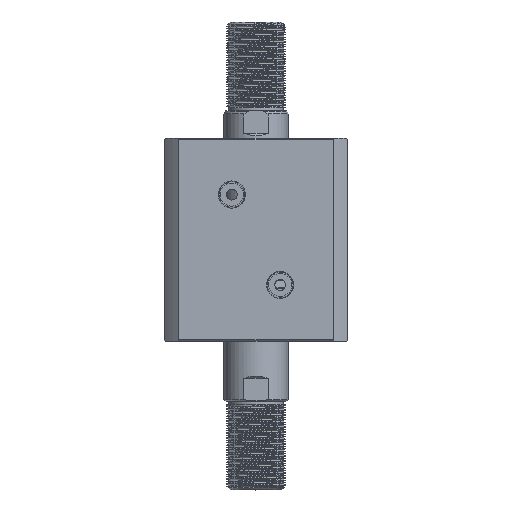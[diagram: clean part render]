
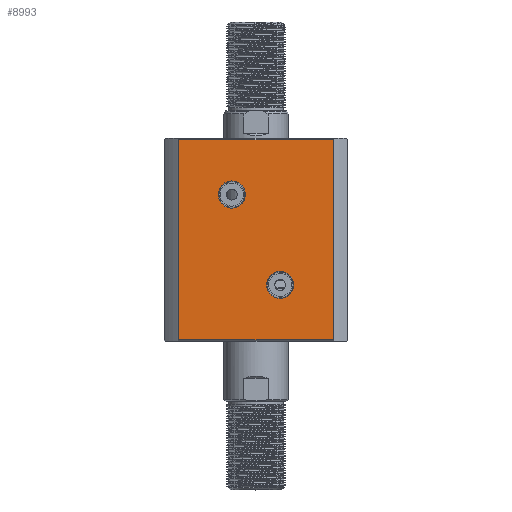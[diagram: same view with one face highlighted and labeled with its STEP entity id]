
A CAD part, top view. The second image highlights one B-rep face of the part: STEP entity #8993.
In plain terms, the highlighted face is planar.
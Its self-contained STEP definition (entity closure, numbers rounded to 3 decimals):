
#693 = EDGE_CURVE ( 'NONE', #16916, #3679, #7313, .T. ) ;
#875 = DIRECTION ( 'NONE',  ( 0., 0., 1. ) ) ;
#1133 = EDGE_LOOP ( 'NONE', ( #13151, #16650, #6194, #10243 ) ) ;
#1169 = DIRECTION ( 'NONE',  ( 0., 1., 0. ) ) ;
#1668 = AXIS2_PLACEMENT_3D ( 'NONE', #22351, #10276, #24399 ) ;
#1709 = ORIENTED_EDGE ( 'NONE', *, *, #23640, .F. ) ;
#2411 = ORIENTED_EDGE ( 'NONE', *, *, #13660, .F. ) ;
#3602 = FACE_BOUND ( 'NONE', #11958, .T. ) ;
#3679 = VERTEX_POINT ( 'NONE', #24689 ) ;
#3702 = VERTEX_POINT ( 'NONE', #14609 ) ;
#3887 = VECTOR ( 'NONE', #16396, 1000. ) ;
#3893 = ORIENTED_EDGE ( 'NONE', *, *, #4051, .F. ) ;
#4051 = EDGE_CURVE ( 'NONE', #7416, #3702, #20420, .T. ) ;
#4804 = CIRCLE ( 'NONE', #6721, 8.428 ) ;
#5485 = DIRECTION ( 'NONE',  ( 0., 0., -1. ) ) ;
#5707 = DIRECTION ( 'NONE',  ( 0., 1., 0. ) ) ;
#5856 = DIRECTION ( 'NONE',  ( -1., 0., 0. ) ) ;
#5999 = VERTEX_POINT ( 'NONE', #8632 ) ;
#6194 = ORIENTED_EDGE ( 'NONE', *, *, #18407, .F. ) ;
#6434 = CARTESIAN_POINT ( 'NONE',  ( 15., 57., 91. ) ) ;
#6569 = VERTEX_POINT ( 'NONE', #14655 ) ;
#6721 = AXIS2_PLACEMENT_3D ( 'NONE', #6434, #20532, #8449 ) ;
#7313 = CIRCLE ( 'NONE', #1668, 8.428 ) ;
#7416 = VERTEX_POINT ( 'NONE', #23399 ) ;
#7812 = AXIS2_PLACEMENT_3D ( 'NONE', #13219, #1169, #15233 ) ;
#8449 = DIRECTION ( 'NONE',  ( 0., 0., 1. ) ) ;
#8632 = CARTESIAN_POINT ( 'NONE',  ( 47.971, 57., 1. ) ) ;
#8993 = ADVANCED_FACE ( 'NONE', ( #3602, #25038, #24414 ), #15514, .F. ) ;
#9086 = CARTESIAN_POINT ( 'NONE',  ( -57., 57., 126. ) ) ;
#9826 = DIRECTION ( 'NONE',  ( 0., 0., -1. ) ) ;
#9872 = LINE ( 'NONE', #20292, #3887 ) ;
#10155 = LINE ( 'NONE', #13955, #16130 ) ;
#10243 = ORIENTED_EDGE ( 'NONE', *, *, #25030, .T. ) ;
#10250 = AXIS2_PLACEMENT_3D ( 'NONE', #17774, #5707, #19818 ) ;
#10276 = DIRECTION ( 'NONE',  ( 0., 1., 0. ) ) ;
#10656 = EDGE_CURVE ( 'NONE', #6569, #14720, #10155, .T. ) ;
#11958 = EDGE_LOOP ( 'NONE', ( #1709, #18761 ) ) ;
#12929 = CARTESIAN_POINT ( 'NONE',  ( 47.971, 57., 300. ) ) ;
#13151 = ORIENTED_EDGE ( 'NONE', *, *, #10656, .F. ) ;
#13166 = EDGE_CURVE ( 'NONE', #6569, #16254, #9872, .T. ) ;
#13219 = CARTESIAN_POINT ( 'NONE',  ( -15., 57., 35. ) ) ;
#13274 = VECTOR ( 'NONE', #875, 1000. ) ;
#13660 = EDGE_CURVE ( 'NONE', #3702, #7416, #4804, .T. ) ;
#13927 = LINE ( 'NONE', #12929, #13274 ) ;
#13955 = CARTESIAN_POINT ( 'NONE',  ( -47.971, 57., 300. ) ) ;
#14609 = CARTESIAN_POINT ( 'NONE',  ( 15., 57., 82.572 ) ) ;
#14655 = CARTESIAN_POINT ( 'NONE',  ( -47.971, 57., 125. ) ) ;
#14720 = VERTEX_POINT ( 'NONE', #22370 ) ;
#15233 = DIRECTION ( 'NONE',  ( 0., 0., 1. ) ) ;
#15514 = PLANE ( 'NONE',  #22179 ) ;
#15813 = CIRCLE ( 'NONE', #7812, 8.428 ) ;
#16130 = VECTOR ( 'NONE', #9826, 1000. ) ;
#16254 = VERTEX_POINT ( 'NONE', #22802 ) ;
#16396 = DIRECTION ( 'NONE',  ( 1., 0., 0. ) ) ;
#16650 = ORIENTED_EDGE ( 'NONE', *, *, #13166, .T. ) ;
#16916 = VERTEX_POINT ( 'NONE', #22859 ) ;
#17543 = DIRECTION ( 'NONE',  ( 0., -1., 0. ) ) ;
#17774 = CARTESIAN_POINT ( 'NONE',  ( 15., 57., 91. ) ) ;
#17915 = CARTESIAN_POINT ( 'NONE',  ( -57., 57., 1. ) ) ;
#18012 = LINE ( 'NONE', #17915, #23388 ) ;
#18407 = EDGE_CURVE ( 'NONE', #5999, #16254, #13927, .T. ) ;
#18761 = ORIENTED_EDGE ( 'NONE', *, *, #693, .F. ) ;
#19818 = DIRECTION ( 'NONE',  ( 0., 0., 1. ) ) ;
#20292 = CARTESIAN_POINT ( 'NONE',  ( 57., 57., 125. ) ) ;
#20420 = CIRCLE ( 'NONE', #10250, 8.428 ) ;
#20532 = DIRECTION ( 'NONE',  ( 0., 1., 0. ) ) ;
#21998 = EDGE_LOOP ( 'NONE', ( #3893, #2411 ) ) ;
#22179 = AXIS2_PLACEMENT_3D ( 'NONE', #9086, #17543, #5485 ) ;
#22351 = CARTESIAN_POINT ( 'NONE',  ( -15., 57., 35. ) ) ;
#22370 = CARTESIAN_POINT ( 'NONE',  ( -47.971, 57., 1. ) ) ;
#22802 = CARTESIAN_POINT ( 'NONE',  ( 47.971, 57., 125. ) ) ;
#22859 = CARTESIAN_POINT ( 'NONE',  ( -15., 57., 26.572 ) ) ;
#23388 = VECTOR ( 'NONE', #5856, 1000. ) ;
#23399 = CARTESIAN_POINT ( 'NONE',  ( 15., 57., 99.428 ) ) ;
#23640 = EDGE_CURVE ( 'NONE', #3679, #16916, #15813, .T. ) ;
#24399 = DIRECTION ( 'NONE',  ( 0., 0., 1. ) ) ;
#24414 = FACE_OUTER_BOUND ( 'NONE', #1133, .T. ) ;
#24689 = CARTESIAN_POINT ( 'NONE',  ( -15., 57., 43.428 ) ) ;
#25030 = EDGE_CURVE ( 'NONE', #5999, #14720, #18012, .T. ) ;
#25038 = FACE_BOUND ( 'NONE', #21998, .T. ) ;
